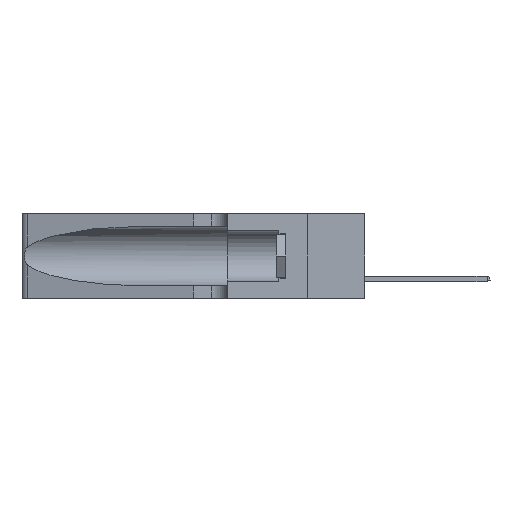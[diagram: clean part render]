
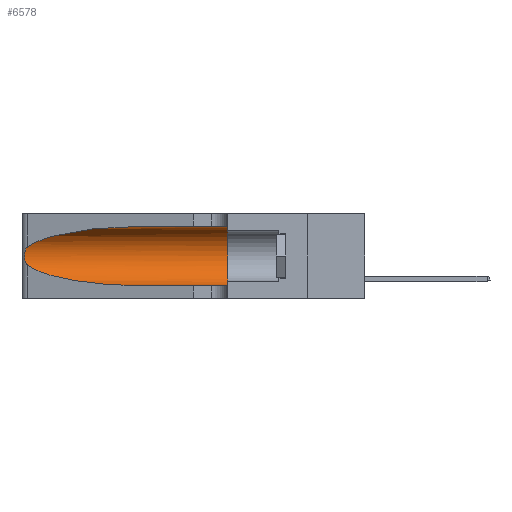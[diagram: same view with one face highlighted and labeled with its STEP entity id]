
A CAD part, left-side view. The second image highlights one B-rep face of the part: STEP entity #6578.
In plain terms, the highlighted cylindrical face has radius 3.308 mm (diameter 6.617 mm), a partial arc.
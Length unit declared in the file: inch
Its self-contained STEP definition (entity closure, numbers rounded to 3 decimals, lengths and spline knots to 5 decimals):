
#688 = CARTESIAN_POINT ( 'NONE',  ( 0.25787, 1.23484, 0.2124 ) ) ;
#745 = CARTESIAN_POINT ( 'NONE',  ( 0.18966, 0.96281, 0.31525 ) ) ;
#886 = CARTESIAN_POINT ( 'NONE',  ( 0.1305, 0.72297, 0.31525 ) ) ;
#1084 = DIRECTION ( 'NONE',  ( 0., 1., 0. ) ) ;
#1169 = CARTESIAN_POINT ( 'NONE',  ( 0.1305, 0.35, 0.31525 ) ) ;
#3014 = AXIS2_PLACEMENT_3D ( 'NONE', #8514, #25263, #22429 ) ;
#3431 = ORIENTED_EDGE ( 'NONE', *, *, #13538, .F. ) ;
#4811 = CARTESIAN_POINT ( 'NONE',  ( 0.1305, 0.35, 0.05475 ) ) ;
#5959 = CARTESIAN_POINT ( 'NONE',  ( 0.25639, 1.23186, 0.15144 ) ) ;
#6080 = CARTESIAN_POINT ( 'NONE',  ( 0.25555, 1.22994, 0.2215 ) ) ;
#6315 = CARTESIAN_POINT ( 'NONE',  ( 0.25854, 1.2359, 0.20912 ) ) ;
#6557 = ORIENTED_EDGE ( 'NONE', *, *, #20520, .T. ) ;
#6578 = ADVANCED_FACE ( 'NONE', ( #16779 ), #28587, .F. ) ;
#6898 = CARTESIAN_POINT ( 'NONE',  ( 0.1305, 0.72297, 0.05475 ) ) ;
#7642 = ORIENTED_EDGE ( 'NONE', *, *, #18753, .T. ) ;
#7687 = DIRECTION ( 'NONE',  ( 0., -1., 0. ) ) ;
#8059 = CARTESIAN_POINT ( 'NONE',  ( 0.1305, 1.61858, 0.05475 ) ) ;
#8514 = CARTESIAN_POINT ( 'NONE',  ( 0.1305, 1.61858, 0.185 ) ) ;
#8928 = EDGE_CURVE ( 'NONE', #35657, #10003, #22738, .T. ) ;
#8936 = CARTESIAN_POINT ( 'NONE',  ( 0.2373, 1.15595, 0.08982 ) ) ;
#9070 = CARTESIAN_POINT ( 'NONE',  ( 0.18966, 0.96281, 0.05475 ) ) ;
#9277 = DIRECTION ( 'NONE',  ( 0., 0., 1. ) ) ;
#9569 = LINE ( 'NONE', #8059, #28397 ) ;
#10003 = VERTEX_POINT ( 'NONE', #4811 ) ;
#10720 = CARTESIAN_POINT ( 'NONE',  ( 0.1305, 1.61858, 0.31525 ) ) ;
#11503 = CARTESIAN_POINT ( 'NONE',  ( 0.26075, 1.23896, 0.19203 ) ) ;
#11806 = CARTESIAN_POINT ( 'NONE',  ( 0.1305, 0.72297, 0.05475 ) ) ;
#11952 = ORIENTED_EDGE ( 'NONE', *, *, #20485, .T. ) ;
#13189 = VERTEX_POINT ( 'NONE', #19428 ) ;
#13538 = EDGE_CURVE ( 'NONE', #24589, #35657, #30137, .T. ) ;
#13998 = B_SPLINE_CURVE_WITH_KNOTS ( 'NONE', 3,
 ( #19730, #6080, #25729, #688, #6315, #22785, #11503, #25990, #14592, #28660, #31465, #5959, #17502, #25614 ),
 .UNSPECIFIED., .F., .F.,
 ( 4, 2, 2, 2, 2, 2, 4 ),
 ( 0., 0.00027, 0.00053, 0.00107, 0.0016, 0.00187, 0.00214 ),
 .UNSPECIFIED. ) ;
#14592 = CARTESIAN_POINT ( 'NONE',  ( 0.26017, 1.23833, 0.17102 ) ) ;
#14763 = VECTOR ( 'NONE', #35803, 39.37008 ) ;
#14837 = VERTEX_POINT ( 'NONE', #17178 ) ;
#15035 = CARTESIAN_POINT ( 'NONE',  ( 0.2373, 1.15595, 0.28018 ) ) ;
#16779 = FACE_OUTER_BOUND ( 'NONE', #18481, .T. ) ;
#17178 = CARTESIAN_POINT ( 'NONE',  ( 0.25487, 1.22718, 0.14631 ) ) ;
#17502 = CARTESIAN_POINT ( 'NONE',  ( 0.25555, 1.22993, 0.14849 ) ) ;
#17813 = CARTESIAN_POINT ( 'NONE',  ( 0.25487, 1.22718, 0.14631 ) ) ;
#18481 = EDGE_LOOP ( 'NONE', ( #7642, #11952, #29416, #6557, #34368, #3431 ) ) ;
#18753 = EDGE_CURVE ( 'NONE', #24589, #13189, #27005, .T. ) ;
#19428 = CARTESIAN_POINT ( 'NONE',  ( 0.25487, 1.22718, 0.22369 ) ) ;
#19730 = CARTESIAN_POINT ( 'NONE',  ( 0.25487, 1.22718, 0.22369 ) ) ;
#20456 = CARTESIAN_POINT ( 'NONE',  ( 0.1305, 0.35, 0.185 ) ) ;
#20485 = EDGE_CURVE ( 'NONE', #13189, #14837, #13998, .T. ) ;
#20520 = EDGE_CURVE ( 'NONE', #26380, #10003, #9569, .T. ) ;
#21896 = AXIS2_PLACEMENT_3D ( 'NONE', #20456, #1084, #9277 ) ;
#22429 = DIRECTION ( 'NONE',  ( 0., 0., -1. ) ) ;
#22738 = CIRCLE ( 'NONE', #21896, 0.13025 ) ;
#22785 = CARTESIAN_POINT ( 'NONE',  ( 0.26018, 1.23835, 0.19895 ) ) ;
#23785 = CARTESIAN_POINT ( 'NONE',  ( 0.1305, 0.72297, 0.31525 ) ) ;
#24589 = VERTEX_POINT ( 'NONE', #23785 ) ;
#25263 = DIRECTION ( 'NONE',  ( 0., -1., 0. ) ) ;
#25614 = CARTESIAN_POINT ( 'NONE',  ( 0.25487, 1.22718, 0.14631 ) ) ;
#25729 = CARTESIAN_POINT ( 'NONE',  ( 0.25639, 1.23184, 0.21858 ) ) ;
#25860 =( BOUNDED_CURVE ( )  B_SPLINE_CURVE ( 3, ( #17813, #8936, #9070, #11806 ),
 .UNSPECIFIED., .F., .F. ) 
 B_SPLINE_CURVE_WITH_KNOTS ( ( 4, 4 ),
 ( 3.44316, 4.71239 ),
 .UNSPECIFIED. ) 
 CURVE ( )  GEOMETRIC_REPRESENTATION_ITEM ( )  RATIONAL_B_SPLINE_CURVE ( ( 1., 0.87, 0.87, 1. ) ) 
 REPRESENTATION_ITEM ( '' )  );
#25990 = CARTESIAN_POINT ( 'NONE',  ( 0.26075, 1.23896, 0.178 ) ) ;
#26040 = CARTESIAN_POINT ( 'NONE',  ( 0.25487, 1.22718, 0.22369 ) ) ;
#26380 = VERTEX_POINT ( 'NONE', #6898 ) ;
#27005 =( BOUNDED_CURVE ( )  B_SPLINE_CURVE ( 3, ( #886, #745, #15035, #26040 ),
 .UNSPECIFIED., .F., .T. ) 
 B_SPLINE_CURVE_WITH_KNOTS ( ( 4, 4 ),
 ( 1.5708, 2.84003 ),
 .UNSPECIFIED. ) 
 CURVE ( )  GEOMETRIC_REPRESENTATION_ITEM ( )  RATIONAL_B_SPLINE_CURVE ( ( 1., 0.87, 0.87, 1. ) ) 
 REPRESENTATION_ITEM ( '' )  );
#27898 = EDGE_CURVE ( 'NONE', #14837, #26380, #25860, .T. ) ;
#28397 = VECTOR ( 'NONE', #7687, 39.37008 ) ;
#28587 = CYLINDRICAL_SURFACE ( 'NONE', #3014, 0.13025 ) ;
#28660 = CARTESIAN_POINT ( 'NONE',  ( 0.25856, 1.23593, 0.16098 ) ) ;
#29416 = ORIENTED_EDGE ( 'NONE', *, *, #27898, .T. ) ;
#30137 = LINE ( 'NONE', #10720, #14763 ) ;
#31465 = CARTESIAN_POINT ( 'NONE',  ( 0.25789, 1.23486, 0.15765 ) ) ;
#34368 = ORIENTED_EDGE ( 'NONE', *, *, #8928, .F. ) ;
#35657 = VERTEX_POINT ( 'NONE', #1169 ) ;
#35803 = DIRECTION ( 'NONE',  ( 0., -1., 0. ) ) ;
